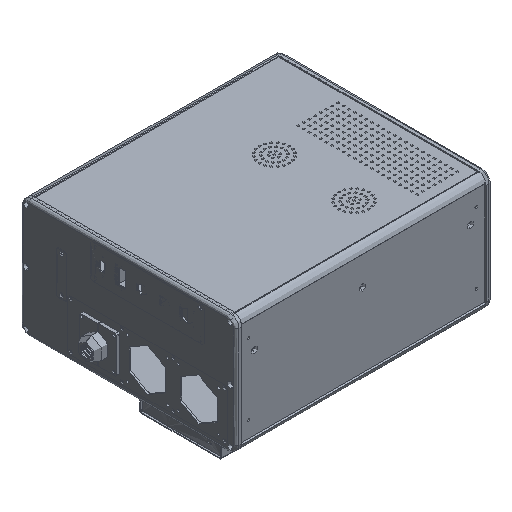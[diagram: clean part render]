
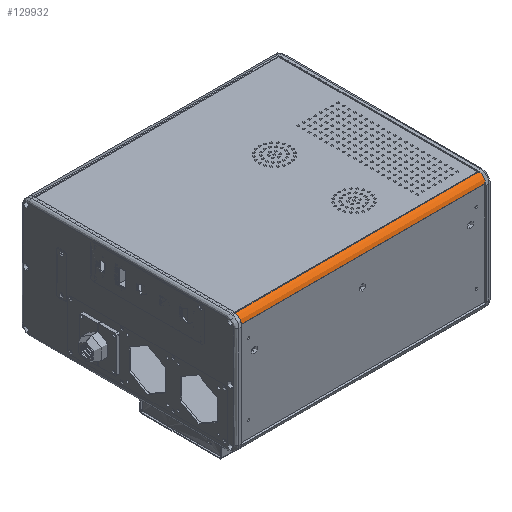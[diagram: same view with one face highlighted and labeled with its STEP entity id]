
A CAD part, isometric view. The second image highlights one B-rep face of the part: STEP entity #129932.
In plain terms, the highlighted cylindrical face has radius 14.5 mm (diameter 29 mm), a partial arc.
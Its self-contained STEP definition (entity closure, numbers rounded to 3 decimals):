
#3187 = VERTEX_POINT ( 'NONE', #103742 ) ;
#16236 = VERTEX_POINT ( 'NONE', #26477 ) ;
#17933 = FACE_OUTER_BOUND ( 'NONE', #31894, .T. ) ;
#23806 = DIRECTION ( 'NONE',  ( 0., 0., -1. ) ) ;
#26477 = CARTESIAN_POINT ( 'NONE',  ( -203.918, -154.399, 42.817 ) ) ;
#28889 = ORIENTED_EDGE ( 'NONE', *, *, #62991, .F. ) ;
#31894 = EDGE_LOOP ( 'NONE', ( #28889, #36341, #146982, #83495 ) ) ;
#36341 = ORIENTED_EDGE ( 'NONE', *, *, #113506, .F. ) ;
#40773 = CARTESIAN_POINT ( 'NONE',  ( -203.918, -152.079, 28.504 ) ) ;
#45006 = CARTESIAN_POINT ( 'NONE',  ( -203.918, -154.399, 42.817 ) ) ;
#47632 = VECTOR ( 'NONE', #140980, 1000. ) ;
#51026 = DIRECTION ( 'NONE',  ( 1., 0., 0. ) ) ;
#53225 = CARTESIAN_POINT ( 'NONE',  ( 226.082, -154.399, 42.817 ) ) ;
#56256 = AXIS2_PLACEMENT_3D ( 'NONE', #82466, #92698, #139963 ) ;
#59892 = VERTEX_POINT ( 'NONE', #80652 ) ;
#60354 = EDGE_CURVE ( 'NONE', #3187, #78398, #60985, .T. ) ;
#60985 = CIRCLE ( 'NONE', #148939, 14.5 ) ;
#61338 = VECTOR ( 'NONE', #86948, 1000. ) ;
#62394 = EDGE_CURVE ( 'NONE', #59892, #3187, #98735, .T. ) ;
#62991 = EDGE_CURVE ( 'NONE', #16236, #59892, #131617, .T. ) ;
#74367 = CARTESIAN_POINT ( 'NONE',  ( -203.918, -166.392, 30.824 ) ) ;
#78398 = VERTEX_POINT ( 'NONE', #53225 ) ;
#80652 = CARTESIAN_POINT ( 'NONE',  ( -203.918, -166.392, 30.824 ) ) ;
#82466 = CARTESIAN_POINT ( 'NONE',  ( -203.918, -152.079, 28.504 ) ) ;
#83495 = ORIENTED_EDGE ( 'NONE', *, *, #62394, .F. ) ;
#86948 = DIRECTION ( 'NONE',  ( 1., 0., 0. ) ) ;
#90657 = LINE ( 'NONE', #45006, #47632 ) ;
#92698 = DIRECTION ( 'NONE',  ( 1., 0., 0. ) ) ;
#98735 = LINE ( 'NONE', #74367, #61338 ) ;
#103742 = CARTESIAN_POINT ( 'NONE',  ( 226.082, -166.392, 30.824 ) ) ;
#113506 = EDGE_CURVE ( 'NONE', #78398, #16236, #90657, .T. ) ;
#129932 = ADVANCED_FACE ( 'NONE', ( #17933 ), #134387, .F. ) ;
#131571 = DIRECTION ( 'NONE',  ( -1., 0., 0. ) ) ;
#131617 = CIRCLE ( 'NONE', #56256, 14.5 ) ;
#134387 = CYLINDRICAL_SURFACE ( 'NONE', #154554, 14.5 ) ;
#139963 = DIRECTION ( 'NONE',  ( 0., 0., -1. ) ) ;
#140980 = DIRECTION ( 'NONE',  ( -1., 0., 0. ) ) ;
#146982 = ORIENTED_EDGE ( 'NONE', *, *, #60354, .F. ) ;
#146999 = DIRECTION ( 'NONE',  ( 0., 0., -1. ) ) ;
#148939 = AXIS2_PLACEMENT_3D ( 'NONE', #149407, #131571, #23806 ) ;
#149407 = CARTESIAN_POINT ( 'NONE',  ( 226.082, -152.079, 28.504 ) ) ;
#154554 = AXIS2_PLACEMENT_3D ( 'NONE', #40773, #51026, #146999 ) ;
